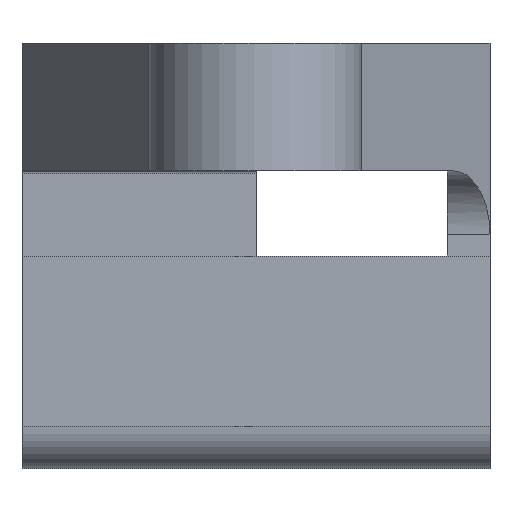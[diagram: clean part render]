
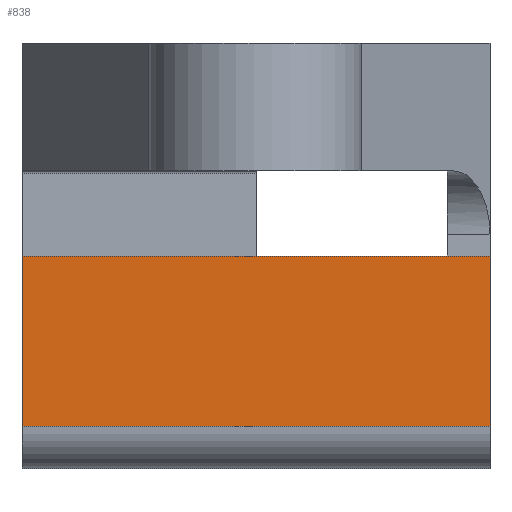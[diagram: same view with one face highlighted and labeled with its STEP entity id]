
A CAD part, front view. The second image highlights one B-rep face of the part: STEP entity #838.
In plain terms, the highlighted planar face has unit normal (0, -1, 0).
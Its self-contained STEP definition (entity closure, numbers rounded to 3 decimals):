
#43=PLANE('',#920);
#92=FACE_OUTER_BOUND('',#136,.T.);
#136=EDGE_LOOP('',(#651,#652,#653,#654));
#188=LINE('',#1302,#270);
#190=LINE('',#1308,#272);
#199=LINE('',#1329,#281);
#200=LINE('',#1330,#282);
#270=VECTOR('',#1049,10.);
#272=VECTOR('',#1055,10.);
#281=VECTOR('',#1070,10.);
#282=VECTOR('',#1071,10.);
#402=VERTEX_POINT('',#1299);
#403=VERTEX_POINT('',#1301);
#405=VERTEX_POINT('',#1307);
#414=VERTEX_POINT('',#1328);
#492=EDGE_CURVE('',#402,#403,#188,.T.);
#495=EDGE_CURVE('',#403,#405,#190,.T.);
#506=EDGE_CURVE('',#414,#402,#199,.T.);
#507=EDGE_CURVE('',#405,#414,#200,.T.);
#651=ORIENTED_EDGE('',*,*,#492,.F.);
#652=ORIENTED_EDGE('',*,*,#506,.F.);
#653=ORIENTED_EDGE('',*,*,#507,.F.);
#654=ORIENTED_EDGE('',*,*,#495,.F.);
#838=ADVANCED_FACE('',(#92),#43,.T.);
#920=AXIS2_PLACEMENT_3D('',#1327,#1068,#1069);
#1049=DIRECTION('',(-1.,0.,0.));
#1055=DIRECTION('',(0.,0.,1.));
#1068=DIRECTION('center_axis',(0.,-1.,0.));
#1069=DIRECTION('ref_axis',(0.,0.,-1.));
#1070=DIRECTION('',(0.,0.,-1.));
#1071=DIRECTION('',(1.,0.,0.));
#1299=CARTESIAN_POINT('',(11.,-8.15,2.));
#1301=CARTESIAN_POINT('',(-11.,-8.15,2.));
#1302=CARTESIAN_POINT('',(-5.5,-8.15,2.));
#1307=CARTESIAN_POINT('',(-11.,-8.15,10.));
#1308=CARTESIAN_POINT('',(-11.,-8.15,0.));
#1327=CARTESIAN_POINT('Origin',(-11.,-8.15,10.));
#1328=CARTESIAN_POINT('',(11.,-8.15,10.));
#1329=CARTESIAN_POINT('',(11.,-8.15,0.));
#1330=CARTESIAN_POINT('',(-11.,-8.15,10.));
